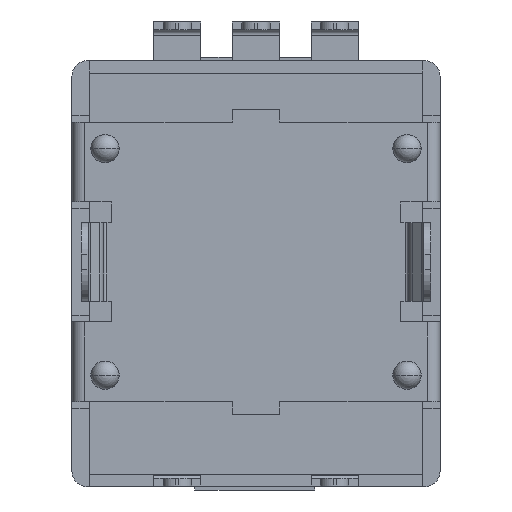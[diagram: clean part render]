
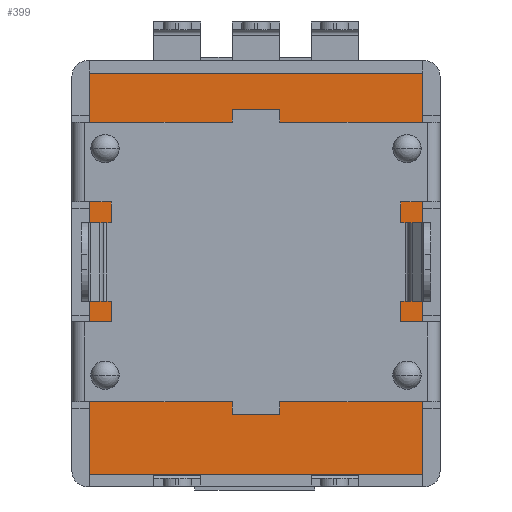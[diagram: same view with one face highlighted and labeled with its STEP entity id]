
A CAD part, front view. The second image highlights one B-rep face of the part: STEP entity #399.
In plain terms, the highlighted planar face has unit normal (0, -1, 0).
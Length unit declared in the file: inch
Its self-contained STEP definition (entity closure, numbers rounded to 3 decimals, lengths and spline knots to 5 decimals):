
#399 = ADVANCED_FACE ( 'NONE', ( #3142 ), #6557, .T. ) ;
#465 = ORIENTED_EDGE ( 'NONE', *, *, #2431, .T. ) ;
#694 = CARTESIAN_POINT ( 'NONE',  ( -0.20866, 0.00984, -0.26575 ) ) ;
#1059 = CARTESIAN_POINT ( 'NONE',  ( 0.20866, 0.00984, -0.26575 ) ) ;
#1061 = EDGE_CURVE ( 'NONE', #6702, #5905, #9426, .T. ) ;
#1072 = EDGE_LOOP ( 'NONE', ( #465, #3331, #4830, #8328 ) ) ;
#1247 = EDGE_CURVE ( 'NONE', #1900, #9612, #4122, .T. ) ;
#1900 = VERTEX_POINT ( 'NONE', #1059 ) ;
#1939 = CARTESIAN_POINT ( 'NONE',  ( -0.20866, 0.00984, 0.23622 ) ) ;
#1999 = VECTOR ( 'NONE', #5746, 39.37008 ) ;
#2431 = EDGE_CURVE ( 'NONE', #1900, #6702, #4375, .T. ) ;
#2847 = DIRECTION ( 'NONE',  ( 0., 0., 1. ) ) ;
#3036 = CARTESIAN_POINT ( 'NONE',  ( 0.20866, 0.00984, 0.23622 ) ) ;
#3142 = FACE_OUTER_BOUND ( 'NONE', #1072, .T. ) ;
#3331 = ORIENTED_EDGE ( 'NONE', *, *, #1061, .T. ) ;
#3760 = DIRECTION ( 'NONE',  ( 0., 0., -1. ) ) ;
#3925 = CARTESIAN_POINT ( 'NONE',  ( 0.20866, 0.00984, 0.23622 ) ) ;
#4122 = LINE ( 'NONE', #8709, #10859 ) ;
#4375 = LINE ( 'NONE', #8296, #7094 ) ;
#4830 = ORIENTED_EDGE ( 'NONE', *, *, #6326, .T. ) ;
#4889 = CARTESIAN_POINT ( 'NONE',  ( 0., 0.00984, 0. ) ) ;
#5078 = DIRECTION ( 'NONE',  ( -1., 0., 0. ) ) ;
#5746 = DIRECTION ( 'NONE',  ( -1., 0., 0. ) ) ;
#5905 = VERTEX_POINT ( 'NONE', #6720 ) ;
#6325 = VECTOR ( 'NONE', #3760, 39.37008 ) ;
#6326 = EDGE_CURVE ( 'NONE', #5905, #9612, #7488, .T. ) ;
#6557 = PLANE ( 'NONE',  #10935 ) ;
#6702 = VERTEX_POINT ( 'NONE', #3036 ) ;
#6720 = CARTESIAN_POINT ( 'NONE',  ( -0.20866, 0.00984, 0.23622 ) ) ;
#7094 = VECTOR ( 'NONE', #2847, 39.37008 ) ;
#7488 = LINE ( 'NONE', #1939, #6325 ) ;
#8296 = CARTESIAN_POINT ( 'NONE',  ( 0.20866, 0.00984, -0.26575 ) ) ;
#8328 = ORIENTED_EDGE ( 'NONE', *, *, #1247, .F. ) ;
#8709 = CARTESIAN_POINT ( 'NONE',  ( 0.20866, 0.00984, -0.26575 ) ) ;
#9426 = LINE ( 'NONE', #3925, #1999 ) ;
#9466 = DIRECTION ( 'NONE',  ( 0., -1., 0. ) ) ;
#9612 = VERTEX_POINT ( 'NONE', #694 ) ;
#10315 = DIRECTION ( 'NONE',  ( 0., 0., -1. ) ) ;
#10859 = VECTOR ( 'NONE', #5078, 39.37008 ) ;
#10935 = AXIS2_PLACEMENT_3D ( 'NONE', #4889, #9466, #10315 ) ;
